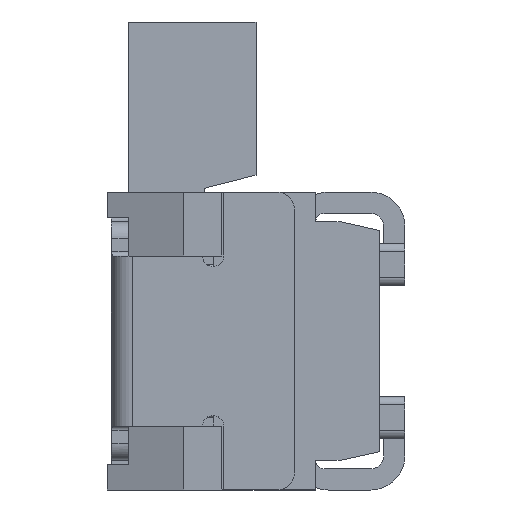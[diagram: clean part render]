
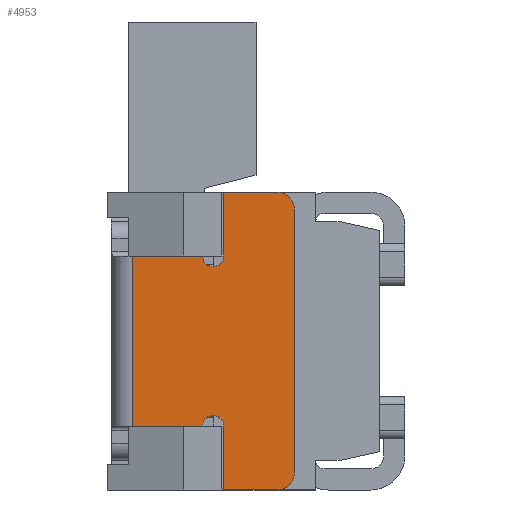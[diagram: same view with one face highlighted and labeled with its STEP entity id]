
A CAD part, left-side view. The second image highlights one B-rep face of the part: STEP entity #4953.
In plain terms, the highlighted planar face has unit normal (-1, 0, 0).
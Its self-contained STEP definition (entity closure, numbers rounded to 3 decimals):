
#2677 = VERTEX_POINT('',#2678);
#2678 = CARTESIAN_POINT('',(-5.95,-0.3,1.));
#2753 = VERTEX_POINT('',#2754);
#2754 = CARTESIAN_POINT('',(-5.95,-0.3,-1.));
#2761 = EDGE_CURVE('',#2677,#2753,#2762,.T.);
#2762 = LINE('',#2763,#2764);
#2763 = CARTESIAN_POINT('',(-5.95,-0.3,1.45));
#2764 = VECTOR('',#2765,1.);
#2765 = DIRECTION('',(-0.,-0.,-1.));
#4810 = EDGE_CURVE('',#4811,#2677,#4813,.T.);
#4811 = VERTEX_POINT('',#4812);
#4812 = CARTESIAN_POINT('',(-5.95,-0.764,1.));
#4813 = LINE('',#4814,#4815);
#4814 = CARTESIAN_POINT('',(-5.95,-0.25,1.));
#4815 = VECTOR('',#4816,1.);
#4816 = DIRECTION('',(0.,1.,0.));
#4936 = VERTEX_POINT('',#4937);
#4937 = CARTESIAN_POINT('',(-5.95,-0.764,-1.));
#4943 = EDGE_CURVE('',#4936,#2753,#4944,.T.);
#4944 = LINE('',#4945,#4946);
#4945 = CARTESIAN_POINT('',(-5.95,-0.25,-1.));
#4946 = VECTOR('',#4947,1.);
#4947 = DIRECTION('',(0.,1.,0.));
#4953 = ADVANCED_FACE('',(#4954),#5049,.T.);
#4954 = FACE_BOUND('',#4955,.T.);
#4955 = EDGE_LOOP('',(#4956,#4957,#4958,#4959,#4967,#4976,#4984,#4992,
    #5001,#5009,#5018,#5026,#5034,#5043));
#4956 = ORIENTED_EDGE('',*,*,#4810,.T.);
#4957 = ORIENTED_EDGE('',*,*,#2761,.T.);
#4958 = ORIENTED_EDGE('',*,*,#4943,.F.);
#4959 = ORIENTED_EDGE('',*,*,#4960,.F.);
#4960 = EDGE_CURVE('',#4961,#4936,#4963,.T.);
#4961 = VERTEX_POINT('',#4962);
#4962 = CARTESIAN_POINT('',(-5.95,-1.12,-1.));
#4963 = LINE('',#4964,#4965);
#4964 = CARTESIAN_POINT('',(-5.95,-1.12,-1.));
#4965 = VECTOR('',#4966,1.);
#4966 = DIRECTION('',(0.,1.,0.));
#4967 = ORIENTED_EDGE('',*,*,#4968,.T.);
#4968 = EDGE_CURVE('',#4961,#4969,#4971,.T.);
#4969 = VERTEX_POINT('',#4970);
#4970 = CARTESIAN_POINT('',(-5.95,-1.37,-1.));
#4971 = CIRCLE('',#4972,0.125);
#4972 = AXIS2_PLACEMENT_3D('',#4973,#4974,#4975);
#4973 = CARTESIAN_POINT('',(-5.95,-1.245,-1.));
#4974 = DIRECTION('',(1.,-0.,0.));
#4975 = DIRECTION('',(0.,0.,-1.));
#4976 = ORIENTED_EDGE('',*,*,#4977,.F.);
#4977 = EDGE_CURVE('',#4978,#4969,#4980,.T.);
#4978 = VERTEX_POINT('',#4979);
#4979 = CARTESIAN_POINT('',(-5.95,-1.37,-1.749));
#4980 = LINE('',#4981,#4982);
#4981 = CARTESIAN_POINT('',(-5.95,-1.37,-1.75));
#4982 = VECTOR('',#4983,1.);
#4983 = DIRECTION('',(0.,0.,1.));
#4984 = ORIENTED_EDGE('',*,*,#4985,.T.);
#4985 = EDGE_CURVE('',#4978,#4986,#4988,.T.);
#4986 = VERTEX_POINT('',#4987);
#4987 = CARTESIAN_POINT('',(-5.95,-2.02,-1.749));
#4988 = LINE('',#4989,#4990);
#4989 = CARTESIAN_POINT('',(-5.95,-1.625,-1.749));
#4990 = VECTOR('',#4991,1.);
#4991 = DIRECTION('',(-0.,-1.,-0.));
#4992 = ORIENTED_EDGE('',*,*,#4993,.F.);
#4993 = EDGE_CURVE('',#4994,#4986,#4996,.T.);
#4994 = VERTEX_POINT('',#4995);
#4995 = CARTESIAN_POINT('',(-5.95,-2.2,-1.55));
#4996 = CIRCLE('',#4997,0.2);
#4997 = AXIS2_PLACEMENT_3D('',#4998,#4999,#5000);
#4998 = CARTESIAN_POINT('',(-5.95,-2.,-1.55));
#4999 = DIRECTION('',(1.,-0.,0.));
#5000 = DIRECTION('',(0.,0.,-1.));
#5001 = ORIENTED_EDGE('',*,*,#5002,.F.);
#5002 = EDGE_CURVE('',#5003,#4994,#5005,.T.);
#5003 = VERTEX_POINT('',#5004);
#5004 = CARTESIAN_POINT('',(-5.95,-2.2,1.55));
#5005 = LINE('',#5006,#5007);
#5006 = CARTESIAN_POINT('',(-5.95,-2.2,1.55));
#5007 = VECTOR('',#5008,1.);
#5008 = DIRECTION('',(0.,0.,-1.));
#5009 = ORIENTED_EDGE('',*,*,#5010,.F.);
#5010 = EDGE_CURVE('',#5011,#5003,#5013,.T.);
#5011 = VERTEX_POINT('',#5012);
#5012 = CARTESIAN_POINT('',(-5.95,-2.02,1.749));
#5013 = CIRCLE('',#5014,0.2);
#5014 = AXIS2_PLACEMENT_3D('',#5015,#5016,#5017);
#5015 = CARTESIAN_POINT('',(-5.95,-2.,1.55));
#5016 = DIRECTION('',(1.,-0.,0.));
#5017 = DIRECTION('',(0.,0.,-1.));
#5018 = ORIENTED_EDGE('',*,*,#5019,.F.);
#5019 = EDGE_CURVE('',#5020,#5011,#5022,.T.);
#5020 = VERTEX_POINT('',#5021);
#5021 = CARTESIAN_POINT('',(-5.95,-1.37,1.749));
#5022 = LINE('',#5023,#5024);
#5023 = CARTESIAN_POINT('',(-5.95,-1.625,1.749));
#5024 = VECTOR('',#5025,1.);
#5025 = DIRECTION('',(0.,-1.,0.));
#5026 = ORIENTED_EDGE('',*,*,#5027,.F.);
#5027 = EDGE_CURVE('',#5028,#5020,#5030,.T.);
#5028 = VERTEX_POINT('',#5029);
#5029 = CARTESIAN_POINT('',(-5.95,-1.37,1.));
#5030 = LINE('',#5031,#5032);
#5031 = CARTESIAN_POINT('',(-5.95,-1.37,1.));
#5032 = VECTOR('',#5033,1.);
#5033 = DIRECTION('',(0.,0.,1.));
#5034 = ORIENTED_EDGE('',*,*,#5035,.T.);
#5035 = EDGE_CURVE('',#5028,#5036,#5038,.T.);
#5036 = VERTEX_POINT('',#5037);
#5037 = CARTESIAN_POINT('',(-5.95,-1.12,1.));
#5038 = CIRCLE('',#5039,0.125);
#5039 = AXIS2_PLACEMENT_3D('',#5040,#5041,#5042);
#5040 = CARTESIAN_POINT('',(-5.95,-1.245,1.));
#5041 = DIRECTION('',(1.,-0.,0.));
#5042 = DIRECTION('',(0.,0.,-1.));
#5043 = ORIENTED_EDGE('',*,*,#5044,.F.);
#5044 = EDGE_CURVE('',#4811,#5036,#5045,.T.);
#5045 = LINE('',#5046,#5047);
#5046 = CARTESIAN_POINT('',(-5.95,-0.05,1.));
#5047 = VECTOR('',#5048,1.);
#5048 = DIRECTION('',(0.,-1.,0.));
#5049 = PLANE('',#5050);
#5050 = AXIS2_PLACEMENT_3D('',#5051,#5052,#5053);
#5051 = CARTESIAN_POINT('',(-5.95,-0.25,-1.));
#5052 = DIRECTION('',(-1.,0.,0.));
#5053 = DIRECTION('',(0.,0.,1.));
